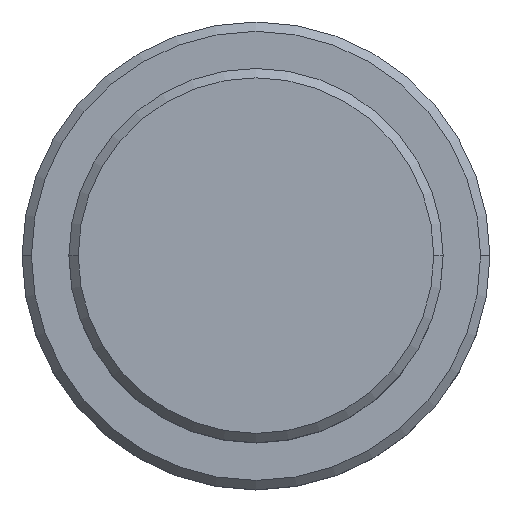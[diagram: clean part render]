
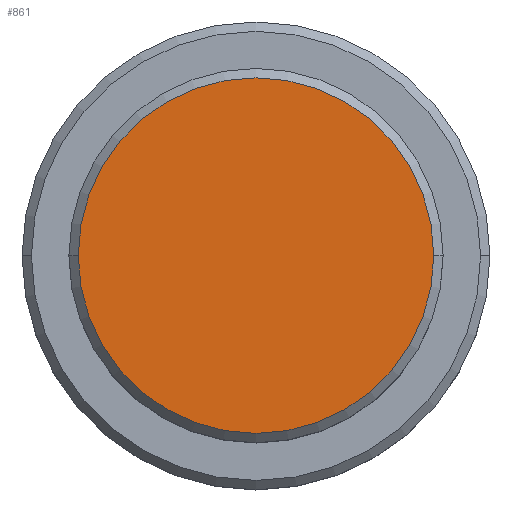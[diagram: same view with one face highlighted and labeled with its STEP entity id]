
A CAD part, top view. The second image highlights one B-rep face of the part: STEP entity #861.
In plain terms, the highlighted planar face has unit normal (0, 0, 1).
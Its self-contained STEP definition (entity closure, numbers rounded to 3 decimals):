
#49 = DIRECTION ( 'NONE',  ( 1., 0., 0. ) ) ;
#120 = DIRECTION ( 'NONE',  ( 1., 0., 0. ) ) ;
#249 = EDGE_CURVE ( 'NONE', #1312, #1289, #292, .T. ) ;
#292 = CIRCLE ( 'NONE', #1078, 9.5 ) ;
#362 = CARTESIAN_POINT ( 'NONE',  ( 0., 0., 0. ) ) ;
#455 = PLANE ( 'NONE',  #1051 ) ;
#506 = CARTESIAN_POINT ( 'NONE',  ( 9.5, 0., 0. ) ) ;
#540 = CARTESIAN_POINT ( 'NONE',  ( 0., 0., 0. ) ) ;
#627 = ORIENTED_EDGE ( 'NONE', *, *, #249, .T. ) ;
#661 = CARTESIAN_POINT ( 'NONE',  ( 0., 0., 0. ) ) ;
#667 = DIRECTION ( 'NONE',  ( 1., 0., 0. ) ) ;
#741 = EDGE_LOOP ( 'NONE', ( #627, #1194 ) ) ;
#748 = CIRCLE ( 'NONE', #796, 9.5 ) ;
#796 = AXIS2_PLACEMENT_3D ( 'NONE', #661, #1116, #120 ) ;
#861 = ADVANCED_FACE ( 'NONE', ( #1202 ), #455, .T. ) ;
#911 = EDGE_CURVE ( 'NONE', #1289, #1312, #748, .T. ) ;
#1006 = DIRECTION ( 'NONE',  ( 0., 0., 1. ) ) ;
#1046 = DIRECTION ( 'NONE',  ( 0., 0., 1. ) ) ;
#1051 = AXIS2_PLACEMENT_3D ( 'NONE', #540, #1006, #667 ) ;
#1078 = AXIS2_PLACEMENT_3D ( 'NONE', #362, #1046, #49 ) ;
#1116 = DIRECTION ( 'NONE',  ( 0., 0., 1. ) ) ;
#1194 = ORIENTED_EDGE ( 'NONE', *, *, #911, .T. ) ;
#1202 = FACE_OUTER_BOUND ( 'NONE', #741, .T. ) ;
#1289 = VERTEX_POINT ( 'NONE', #506 ) ;
#1296 = CARTESIAN_POINT ( 'NONE',  ( -9.5, 0., 0. ) ) ;
#1312 = VERTEX_POINT ( 'NONE', #1296 ) ;
